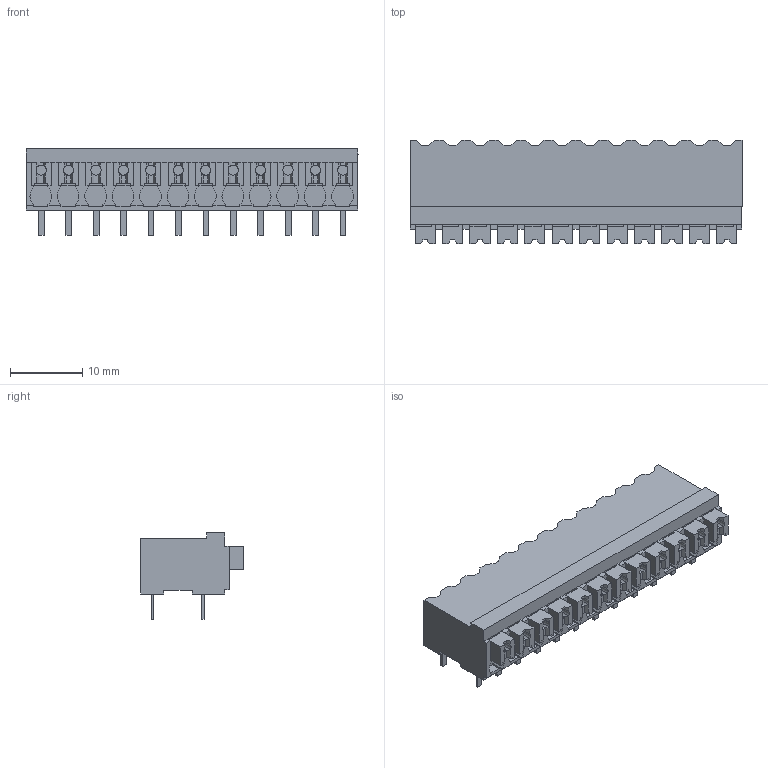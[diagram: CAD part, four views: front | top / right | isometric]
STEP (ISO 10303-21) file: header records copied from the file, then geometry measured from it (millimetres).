
FILE_DESCRIPTION(('CATIA V5 STEP Exchange','CAx-IF Rec.Pracs.--- Model Styling and Organization---1.2---2011-12-15'),'2;1');
FILE_NAME ('D1456823_0', '2018-03-22T09:52:11+00:00', ('none'), ('Weidmueller'), 'CATIA Version 5-6 Release 2014', 'CATIA V5 STEP AP214', 'none');
FILE_SCHEMA(('AUTOMOTIVE_DESIGN { 1 0 10303 214 1 1 1 1 }'));
Length unit declared in the file: millimetre
Products named in the file (1): 1825300000
Bounding box: 46.11 x 14.3 x 12 mm (x, y, z)
Volume: 3956.9 mm3; surface area: 3744.6 mm2
Topology: 37 solids, 37 shells, 928 faces, 2609 edges, 1743 vertices
Faces by surface type: plane 784, cylinder 144
Entity records: 28673 total; most frequent: CARTESIAN_POINT 5373, ORIENTED_EDGE 5218, DIRECTION 3689, EDGE_CURVE 2609, VECTOR 2309, LINE 2309, VERTEX_POINT 1743, EDGE_LOOP 940
